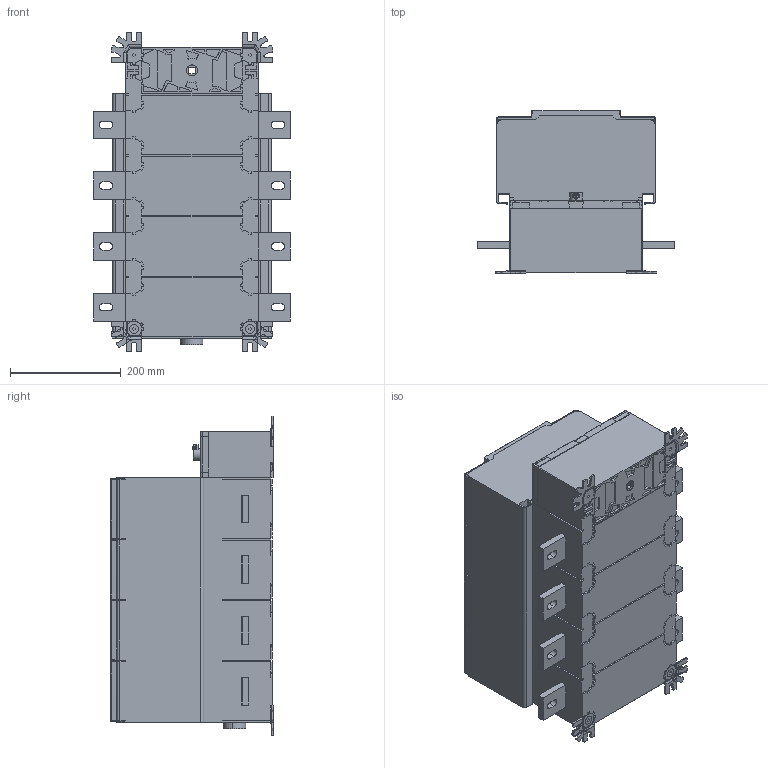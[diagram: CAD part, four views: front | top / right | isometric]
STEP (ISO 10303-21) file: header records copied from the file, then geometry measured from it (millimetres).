
FILE_DESCRIPTION((''),'2;1');
FILE_NAME('PRT0009','2024-09-25T09:24:01',('FIRARAN'),(''),'CREO PARAMETRIC BY PTC INC, 2022364','CREO PARAMETRIC BY PTC INC, 2022364','');
FILE_SCHEMA(('AUTOMOTIVE_DESIGN { 1 0 10303 214 1 1 1 1 }'));
Products named in the file (1): PRT0009
Bounding box: 356.12 x 294.8 x 578 mm (x, y, z)
Volume: 36436952.8 mm3; surface area: 934126.9 mm2
Topology: 1 solids, 5 shells, 2548 faces, 7233 edges, 4769 vertices
Faces by surface type: plane 1616, cylinder 789, torus 59, bspline 57, cone 26, extrusion 1
Entity records: 110244 total; most frequent: CARTESIAN_POINT 22705, ORIENTED_EDGE 14450, DIRECTION 13483, EDGE_CURVE 7225, VECTOR 5278, LINE 5277, VERTEX_POINT 4769, AXIS2_PLACEMENT_3D 4101
